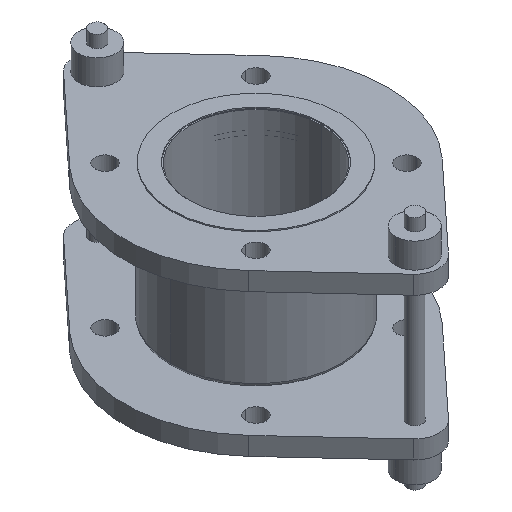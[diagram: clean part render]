
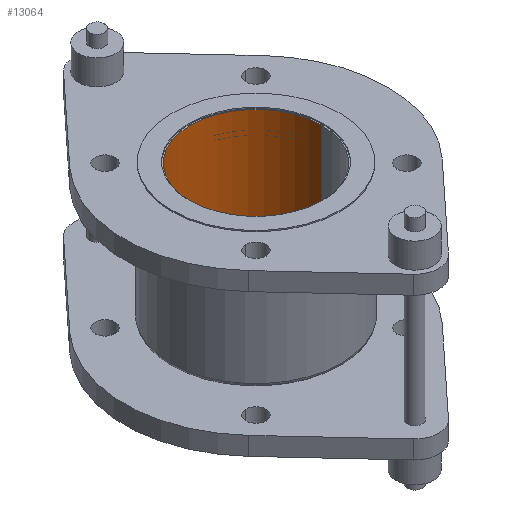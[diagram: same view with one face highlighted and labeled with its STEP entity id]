
A CAD part, isometric view. The second image highlights one B-rep face of the part: STEP entity #13064.
In plain terms, the highlighted cylindrical face has radius 52.35 mm (diameter 104.7 mm), a partial arc.
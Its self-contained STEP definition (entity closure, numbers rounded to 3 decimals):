
#2466 = LINE ( 'NONE', #18637, #15338 ) ;
#2799 = FACE_OUTER_BOUND ( 'NONE', #26630, .T. ) ;
#4066 = VERTEX_POINT ( 'NONE', #22561 ) ;
#4873 = DIRECTION ( 'NONE',  ( 1., 0., 0. ) ) ;
#5301 = CARTESIAN_POINT ( 'NONE',  ( 0., 0., -128.2 ) ) ;
#6579 = EDGE_CURVE ( 'NONE', #4066, #30965, #2466, .T. ) ;
#7798 = CIRCLE ( 'NONE', #28539, 52.35 ) ;
#8859 = CIRCLE ( 'NONE', #14929, 52.35 ) ;
#10387 = DIRECTION ( 'NONE',  ( 0., 0., 1. ) ) ;
#11286 = ORIENTED_EDGE ( 'NONE', *, *, #6579, .F. ) ;
#12227 = CARTESIAN_POINT ( 'NONE',  ( 52.35, 0., 0. ) ) ;
#12485 = DIRECTION ( 'NONE',  ( 0., 0., 1. ) ) ;
#12634 = LINE ( 'NONE', #12947, #15220 ) ;
#12947 = CARTESIAN_POINT ( 'NONE',  ( 52.35, 0., 10.973 ) ) ;
#13064 = ADVANCED_FACE ( 'NONE', ( #2799 ), #19276, .F. ) ;
#14718 = VERTEX_POINT ( 'NONE', #23634 ) ;
#14929 = AXIS2_PLACEMENT_3D ( 'NONE', #5301, #10387, #27174 ) ;
#15220 = VECTOR ( 'NONE', #20355, 1000. ) ;
#15338 = VECTOR ( 'NONE', #28301, 1000. ) ;
#15831 = EDGE_CURVE ( 'NONE', #24936, #30965, #7798, .T. ) ;
#17881 = EDGE_CURVE ( 'NONE', #14718, #4066, #8859, .T. ) ;
#18506 = DIRECTION ( 'NONE',  ( 0., 0., 1. ) ) ;
#18637 = CARTESIAN_POINT ( 'NONE',  ( -52.35, 0., 10.973 ) ) ;
#18970 = CARTESIAN_POINT ( 'NONE',  ( 0., 0., 0. ) ) ;
#19276 = CYLINDRICAL_SURFACE ( 'NONE', #29153, 52.35 ) ;
#19742 = CARTESIAN_POINT ( 'NONE',  ( 0., 0., 10.973 ) ) ;
#20355 = DIRECTION ( 'NONE',  ( 0., 0., 1. ) ) ;
#22561 = CARTESIAN_POINT ( 'NONE',  ( -52.35, 0., -128.2 ) ) ;
#22648 = CARTESIAN_POINT ( 'NONE',  ( -52.35, 0., 0. ) ) ;
#23634 = CARTESIAN_POINT ( 'NONE',  ( 52.35, 0., -128.2 ) ) ;
#23817 = ORIENTED_EDGE ( 'NONE', *, *, #15831, .T. ) ;
#24218 = EDGE_CURVE ( 'NONE', #14718, #24936, #12634, .T. ) ;
#24936 = VERTEX_POINT ( 'NONE', #12227 ) ;
#25172 = ORIENTED_EDGE ( 'NONE', *, *, #17881, .F. ) ;
#25199 = ORIENTED_EDGE ( 'NONE', *, *, #24218, .T. ) ;
#26630 = EDGE_LOOP ( 'NONE', ( #11286, #25172, #25199, #23817 ) ) ;
#27174 = DIRECTION ( 'NONE',  ( 1., 0., 0. ) ) ;
#28301 = DIRECTION ( 'NONE',  ( 0., 0., 1. ) ) ;
#28480 = DIRECTION ( 'NONE',  ( 1., 0., 0. ) ) ;
#28539 = AXIS2_PLACEMENT_3D ( 'NONE', #18970, #18506, #28480 ) ;
#29153 = AXIS2_PLACEMENT_3D ( 'NONE', #19742, #12485, #4873 ) ;
#30965 = VERTEX_POINT ( 'NONE', #22648 ) ;
